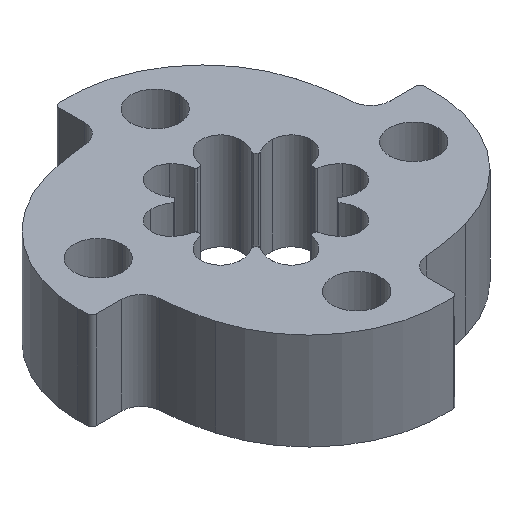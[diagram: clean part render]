
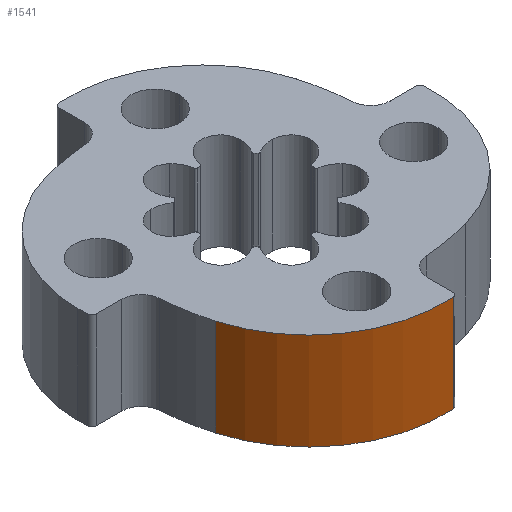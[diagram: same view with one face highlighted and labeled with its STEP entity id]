
A CAD part, isometric view. The second image highlights one B-rep face of the part: STEP entity #1541.
In plain terms, the highlighted cylindrical face has radius 11.43 mm (diameter 22.86 mm), a partial arc.
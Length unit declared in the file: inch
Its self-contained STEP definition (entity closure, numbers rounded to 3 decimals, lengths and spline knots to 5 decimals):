
#26 = EDGE_CURVE ( 'NONE', #1004, #3040, #2836, .T. ) ;
#40 = DIRECTION ( 'NONE',  ( 0., 0., -1. ) ) ;
#348 = DIRECTION ( 'NONE',  ( 0., 0., -1. ) ) ;
#353 = DIRECTION ( 'NONE',  ( 0., 0., 1. ) ) ;
#465 = CARTESIAN_POINT ( 'NONE',  ( -0.67128, -0.30784, 0.31356 ) ) ;
#541 = AXIS2_PLACEMENT_3D ( 'NONE', #1226, #40, #2168 ) ;
#565 = ORIENTED_EDGE ( 'NONE', *, *, #1655, .T. ) ;
#696 = CIRCLE ( 'NONE', #2440, 0.45 ) ;
#752 = DIRECTION ( 'NONE',  ( 0., 0., 1. ) ) ;
#783 = EDGE_CURVE ( 'NONE', #1222, #3040, #2034, .T. ) ;
#867 = EDGE_LOOP ( 'NONE', ( #2119, #1036, #565, #2025 ) ) ;
#979 = VERTEX_POINT ( 'NONE', #465 ) ;
#1004 = VERTEX_POINT ( 'NONE', #1611 ) ;
#1036 = ORIENTED_EDGE ( 'NONE', *, *, #26, .F. ) ;
#1089 = CARTESIAN_POINT ( 'NONE',  ( -1.13646, 0.01855, 0.31356 ) ) ;
#1159 = CARTESIAN_POINT ( 'NONE',  ( -0.70344, 0.14101, -0.00927 ) ) ;
#1193 = DIRECTION ( 'NONE',  ( 1., 0., 0. ) ) ;
#1222 = VERTEX_POINT ( 'NONE', #2295 ) ;
#1226 = CARTESIAN_POINT ( 'NONE',  ( -0.70344, 0.14101, 0.31356 ) ) ;
#1238 = CYLINDRICAL_SURFACE ( 'NONE', #541, 0.45 ) ;
#1491 = CARTESIAN_POINT ( 'NONE',  ( -0.70344, 0.14101, 0.31356 ) ) ;
#1524 = EDGE_CURVE ( 'NONE', #1222, #979, #696, .T. ) ;
#1541 = ADVANCED_FACE ( 'NONE', ( #2141 ), #1238, .T. ) ;
#1611 = CARTESIAN_POINT ( 'NONE',  ( -0.67128, -0.30784, -0.00927 ) ) ;
#1655 = EDGE_CURVE ( 'NONE', #1004, #979, #2015, .T. ) ;
#1707 = DIRECTION ( 'NONE',  ( -1., 0., 0. ) ) ;
#2015 = LINE ( 'NONE', #2708, #2186 ) ;
#2025 = ORIENTED_EDGE ( 'NONE', *, *, #1524, .F. ) ;
#2034 = LINE ( 'NONE', #1089, #2931 ) ;
#2119 = ORIENTED_EDGE ( 'NONE', *, *, #783, .T. ) ;
#2141 = FACE_OUTER_BOUND ( 'NONE', #867, .T. ) ;
#2168 = DIRECTION ( 'NONE',  ( -1., 0., 0. ) ) ;
#2186 = VECTOR ( 'NONE', #353, 39.37008 ) ;
#2196 = CARTESIAN_POINT ( 'NONE',  ( -1.13646, 0.01855, -0.00927 ) ) ;
#2295 = CARTESIAN_POINT ( 'NONE',  ( -1.13646, 0.01855, 0.31356 ) ) ;
#2440 = AXIS2_PLACEMENT_3D ( 'NONE', #1491, #752, #1193 ) ;
#2708 = CARTESIAN_POINT ( 'NONE',  ( -0.67128, -0.30784, 0.31356 ) ) ;
#2786 = AXIS2_PLACEMENT_3D ( 'NONE', #1159, #2862, #1707 ) ;
#2836 = CIRCLE ( 'NONE', #2786, 0.45 ) ;
#2862 = DIRECTION ( 'NONE',  ( 0., 0., -1. ) ) ;
#2931 = VECTOR ( 'NONE', #348, 39.37008 ) ;
#3040 = VERTEX_POINT ( 'NONE', #2196 ) ;
